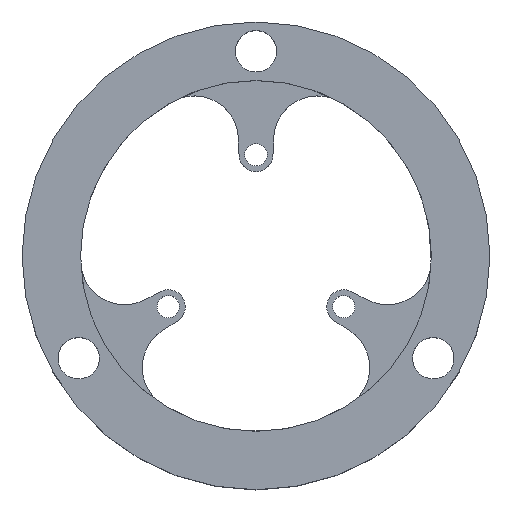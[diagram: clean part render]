
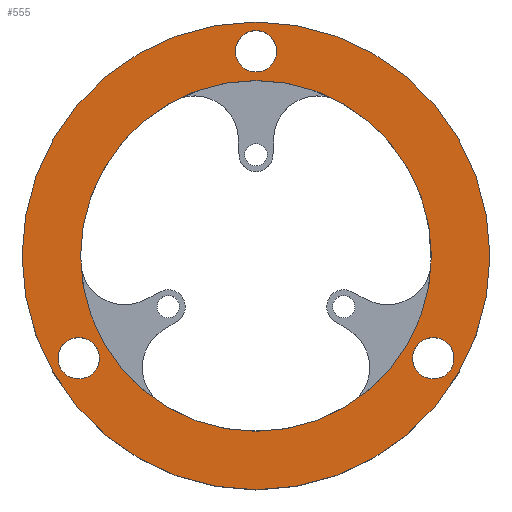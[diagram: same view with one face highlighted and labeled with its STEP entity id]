
A CAD part, top view. The second image highlights one B-rep face of the part: STEP entity #555.
In plain terms, the highlighted planar face has unit normal (0, 0, 1).
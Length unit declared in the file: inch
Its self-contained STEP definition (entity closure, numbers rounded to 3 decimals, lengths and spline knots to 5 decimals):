
#18=FACE_BOUND('',#98,.T.);
#19=FACE_BOUND('',#99,.T.);
#20=FACE_BOUND('',#100,.T.);
#21=FACE_BOUND('',#101,.T.);
#38=PLANE('',#637);
#66=FACE_OUTER_BOUND('',#97,.T.);
#97=EDGE_LOOP('',(#481));
#98=EDGE_LOOP('',(#482));
#99=EDGE_LOOP('',(#483));
#100=EDGE_LOOP('',(#484));
#101=EDGE_LOOP('',(#485));
#188=CIRCLE('',#575,0.75);
#211=CIRCLE('',#609,0.0885);
#213=CIRCLE('',#612,0.0885);
#221=CIRCLE('',#628,0.0885);
#224=CIRCLE('',#635,1.);
#230=VERTEX_POINT('',#826);
#263=VERTEX_POINT('',#915);
#265=VERTEX_POINT('',#921);
#273=VERTEX_POINT('',#953);
#276=VERTEX_POINT('',#967);
#282=EDGE_CURVE('',#230,#230,#188,.T.);
#328=EDGE_CURVE('',#263,#263,#211,.T.);
#331=EDGE_CURVE('',#265,#265,#213,.T.);
#347=EDGE_CURVE('',#273,#273,#221,.T.);
#353=EDGE_CURVE('',#276,#276,#224,.T.);
#481=ORIENTED_EDGE('',*,*,#353,.T.);
#482=ORIENTED_EDGE('',*,*,#328,.T.);
#483=ORIENTED_EDGE('',*,*,#331,.T.);
#484=ORIENTED_EDGE('',*,*,#347,.T.);
#485=ORIENTED_EDGE('',*,*,#282,.T.);
#555=ADVANCED_FACE('',(#66,#18,#19,#20,#21),#38,.T.);
#575=AXIS2_PLACEMENT_3D('',#827,#651,#652);
#609=AXIS2_PLACEMENT_3D('',#917,#742,#743);
#612=AXIS2_PLACEMENT_3D('',#923,#749,#750);
#628=AXIS2_PLACEMENT_3D('',#955,#789,#790);
#635=AXIS2_PLACEMENT_3D('',#968,#806,#807);
#637=AXIS2_PLACEMENT_3D('',#972,#811,#812);
#651=DIRECTION('center_axis',(0.,0.,-1.));
#652=DIRECTION('ref_axis',(1.,0.,0.));
#742=DIRECTION('center_axis',(0.,0.,-1.));
#743=DIRECTION('ref_axis',(-1.,0.,0.));
#749=DIRECTION('center_axis',(0.,0.,-1.));
#750=DIRECTION('ref_axis',(-1.,0.,0.));
#789=DIRECTION('center_axis',(0.,0.,-1.));
#790=DIRECTION('ref_axis',(-1.,0.,0.));
#806=DIRECTION('center_axis',(0.,0.,1.));
#807=DIRECTION('ref_axis',(1.,0.,0.));
#811=DIRECTION('center_axis',(0.,0.,1.));
#812=DIRECTION('ref_axis',(1.,0.,0.));
#826=CARTESIAN_POINT('',(-0.75,0.,0.5));
#827=CARTESIAN_POINT('Origin',(0.,0.,0.5));
#915=CARTESIAN_POINT('',(0.84627,-0.4375,0.5));
#917=CARTESIAN_POINT('Origin',(0.75777,-0.4375,0.5));
#921=CARTESIAN_POINT('',(-0.66927,-0.4375,0.5));
#923=CARTESIAN_POINT('Origin',(-0.75777,-0.4375,0.5));
#953=CARTESIAN_POINT('',(0.0885,0.875,0.5));
#955=CARTESIAN_POINT('Origin',(0.,0.875,0.5));
#967=CARTESIAN_POINT('',(-1.,0.,0.5));
#968=CARTESIAN_POINT('Origin',(0.,0.,0.5));
#972=CARTESIAN_POINT('Origin',(0.,0.,0.5));
